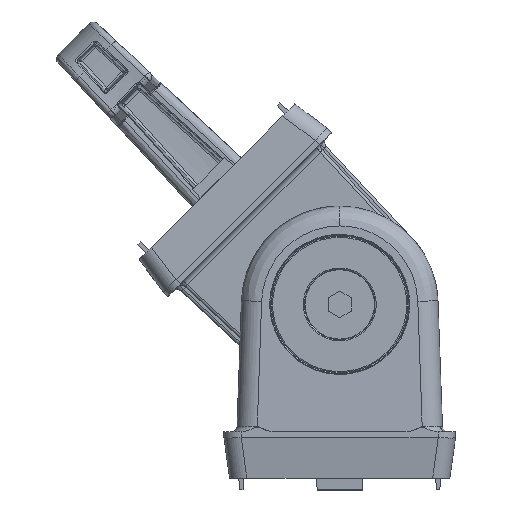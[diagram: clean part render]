
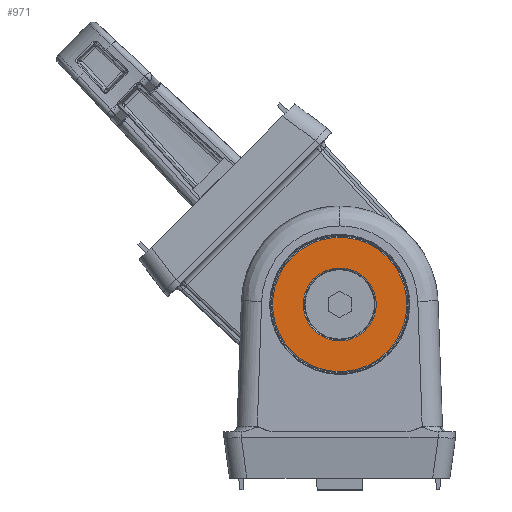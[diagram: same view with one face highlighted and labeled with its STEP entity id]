
A CAD part, top view. The second image highlights one B-rep face of the part: STEP entity #971.
In plain terms, the highlighted planar face has unit normal (0, 0, 1).
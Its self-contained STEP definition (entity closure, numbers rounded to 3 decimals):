
#971 = ADVANCED_FACE ( 'NONE', ( #27329, #29117 ), #31870, .T. ) ;
#1548 = EDGE_LOOP ( 'NONE', ( #28766, #27135 ) ) ;
#2219 = EDGE_CURVE ( 'NONE', #8296, #29852, #2571, .T. ) ;
#2571 = CIRCLE ( 'NONE', #24823, 11.6 ) ;
#5405 = CARTESIAN_POINT ( 'NONE',  ( 0., 22., 19.571 ) ) ;
#6943 = EDGE_CURVE ( 'NONE', #29852, #8296, #6986, .T. ) ;
#6986 = CIRCLE ( 'NONE', #8037, 11.6 ) ;
#7348 = DIRECTION ( 'NONE',  ( 0., 0., -1. ) ) ;
#8037 = AXIS2_PLACEMENT_3D ( 'NONE', #10587, #10276, #17856 ) ;
#8296 = VERTEX_POINT ( 'NONE', #27234 ) ;
#9531 = CARTESIAN_POINT ( 'NONE',  ( 0., 22., 19.571 ) ) ;
#10121 = CIRCLE ( 'NONE', #13751, 6.3 ) ;
#10276 = DIRECTION ( 'NONE',  ( 0., 0., 1. ) ) ;
#10587 = CARTESIAN_POINT ( 'NONE',  ( 0., 22., 19.571 ) ) ;
#10872 = VERTEX_POINT ( 'NONE', #31098 ) ;
#12455 = DIRECTION ( 'NONE',  ( 0., 0., 1. ) ) ;
#13445 = EDGE_CURVE ( 'NONE', #10872, #27217, #22462, .T. ) ;
#13751 = AXIS2_PLACEMENT_3D ( 'NONE', #15433, #22384, #27573 ) ;
#15026 = DIRECTION ( 'NONE',  ( -0.707, -0.707, 0. ) ) ;
#15433 = CARTESIAN_POINT ( 'NONE',  ( 0., 22., 19.571 ) ) ;
#15782 = CARTESIAN_POINT ( 'NONE',  ( 8.202, 13.798, 19.571 ) ) ;
#16183 = ORIENTED_EDGE ( 'NONE', *, *, #6943, .T. ) ;
#16584 = CARTESIAN_POINT ( 'NONE',  ( 0., 22., 19.571 ) ) ;
#16900 = DIRECTION ( 'NONE',  ( 0.707, -0.707, 0. ) ) ;
#17856 = DIRECTION ( 'NONE',  ( 0.707, -0.707, 0. ) ) ;
#18129 = EDGE_LOOP ( 'NONE', ( #16183, #19669 ) ) ;
#19041 = CARTESIAN_POINT ( 'NONE',  ( 4.455, 17.545, 19.571 ) ) ;
#19669 = ORIENTED_EDGE ( 'NONE', *, *, #2219, .T. ) ;
#22384 = DIRECTION ( 'NONE',  ( 0., 0., -1. ) ) ;
#22462 = CIRCLE ( 'NONE', #26590, 6.3 ) ;
#24823 = AXIS2_PLACEMENT_3D ( 'NONE', #5405, #25641, #27447 ) ;
#25311 = AXIS2_PLACEMENT_3D ( 'NONE', #9531, #12455, #15026 ) ;
#25641 = DIRECTION ( 'NONE',  ( 0., 0., 1. ) ) ;
#26590 = AXIS2_PLACEMENT_3D ( 'NONE', #16584, #7348, #16900 ) ;
#27135 = ORIENTED_EDGE ( 'NONE', *, *, #13445, .T. ) ;
#27217 = VERTEX_POINT ( 'NONE', #19041 ) ;
#27234 = CARTESIAN_POINT ( 'NONE',  ( -8.202, 30.202, 19.571 ) ) ;
#27329 = FACE_BOUND ( 'NONE', #1548, .T. ) ;
#27447 = DIRECTION ( 'NONE',  ( 0.707, -0.707, 0. ) ) ;
#27573 = DIRECTION ( 'NONE',  ( 0.707, -0.707, 0. ) ) ;
#28766 = ORIENTED_EDGE ( 'NONE', *, *, #30079, .T. ) ;
#29117 = FACE_OUTER_BOUND ( 'NONE', #18129, .T. ) ;
#29852 = VERTEX_POINT ( 'NONE', #15782 ) ;
#30079 = EDGE_CURVE ( 'NONE', #27217, #10872, #10121, .T. ) ;
#31098 = CARTESIAN_POINT ( 'NONE',  ( -4.455, 26.455, 19.571 ) ) ;
#31870 = PLANE ( 'NONE',  #25311 ) ;
